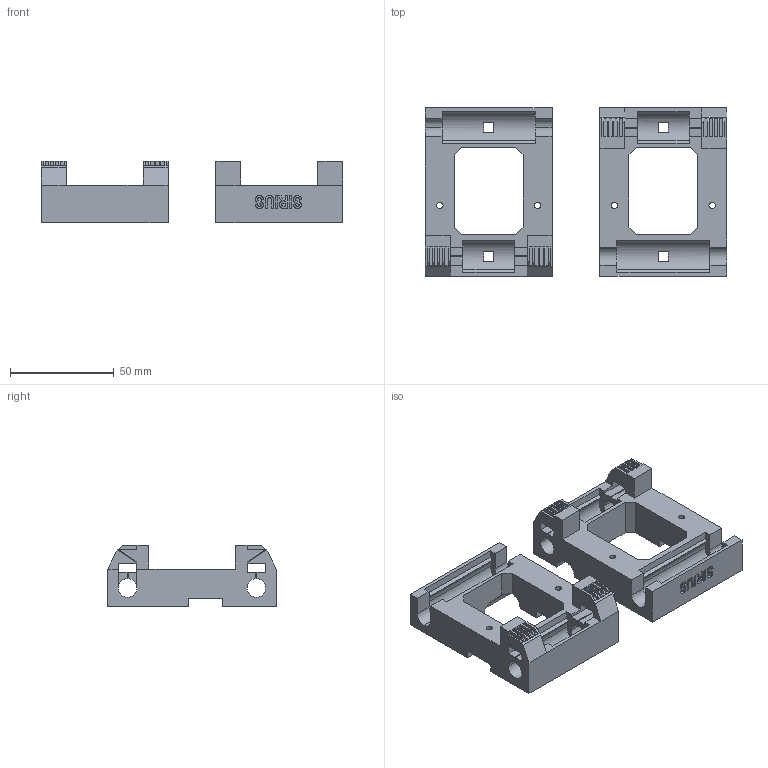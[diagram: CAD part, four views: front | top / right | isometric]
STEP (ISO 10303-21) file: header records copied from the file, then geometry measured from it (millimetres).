
FILE_DESCRIPTION (( 'STEP AP203' ), '1' );
FILE_NAME ('carros SIRIUS.STEP', '2015-10-09T18:16:28', ( '' ), ( '' ), 'SwSTEP 2.0', 'SolidWorks 2014', '' );
FILE_SCHEMA (( 'CONFIG_CONTROL_DESIGN' ));
Length unit declared in the file: millimetre
Products named in the file (1): carros SIRIUS
Bounding box: 145 x 81 x 29.46 mm (x, y, z)
Volume: 89275.7 mm3; surface area: 42644.1 mm2
Topology: 2 solids, 2 shells, 336 faces, 957 edges, 624 vertices
Faces by surface type: plane 282, cylinder 34, bspline 18, sphere 2
Entity records: 11969 total; most frequent: CARTESIAN_POINT 3327, ORIENTED_EDGE 1910, DIRECTION 1546, EDGE_CURVE 955, VECTOR 760, LINE 760, VERTEX_POINT 624, AXIS2_PLACEMENT_3D 393
